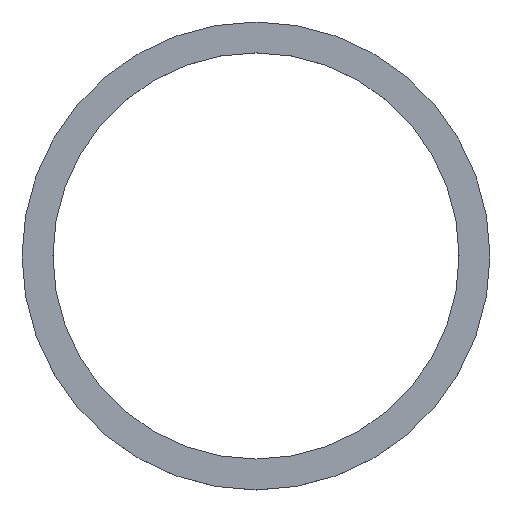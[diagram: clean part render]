
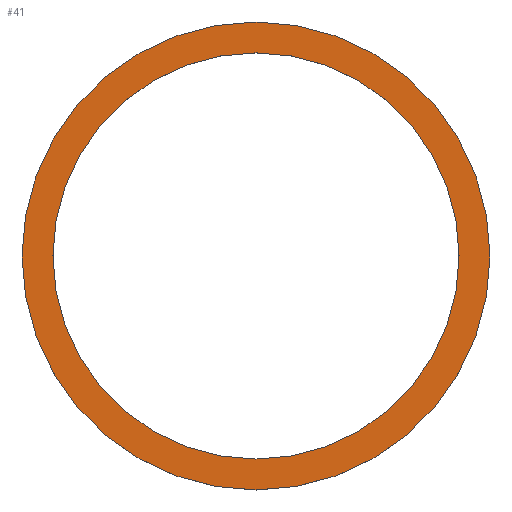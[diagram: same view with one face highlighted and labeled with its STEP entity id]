
A CAD part, top view. The second image highlights one B-rep face of the part: STEP entity #41.
In plain terms, the highlighted planar face has unit normal (0, 0, 1).
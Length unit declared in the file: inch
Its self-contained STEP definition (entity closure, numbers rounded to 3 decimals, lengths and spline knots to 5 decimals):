
#41=ADVANCED_FACE('',(#77,#78),#79,.F.);
#77=FACE_OUTER_BOUND('',#105,.T.);
#78=FACE_BOUND('',#106,.T.);
#79=PLANE('',#107);
#105=EDGE_LOOP('',(#151,#152));
#106=EDGE_LOOP('',(#153,#154));
#107=AXIS2_PLACEMENT_3D('',#155,#156,#157);
#151=ORIENTED_EDGE('',*,*,#175,.T.);
#152=ORIENTED_EDGE('',*,*,#163,.T.);
#153=ORIENTED_EDGE('',*,*,#166,.T.);
#154=ORIENTED_EDGE('',*,*,#173,.T.);
#155=CARTESIAN_POINT('',(0.,0.,0.05929));
#156=DIRECTION('',(0.,0.,-1.0));
#157=DIRECTION('',(-1.0,0.,0.));
#163=EDGE_CURVE('',#180,#184,#186,.T.);
#166=EDGE_CURVE('',#191,#188,#192,.T.);
#173=EDGE_CURVE('',#188,#191,#200,.T.);
#175=EDGE_CURVE('',#184,#180,#202,.T.);
#180=VERTEX_POINT('',#207);
#184=VERTEX_POINT('',#212);
#186=CIRCLE('',#215,0.65354);
#188=VERTEX_POINT('',#217);
#191=VERTEX_POINT('',#221);
#192=CIRCLE('',#222,0.56724);
#200=CIRCLE('',#231,0.56724);
#202=CIRCLE('',#233,0.65354);
#207=CARTESIAN_POINT('',(0.,0.65354,0.05929));
#212=CARTESIAN_POINT('',(0.,-0.65354,0.05929));
#215=AXIS2_PLACEMENT_3D('',#241,#242,#243);
#217=CARTESIAN_POINT('',(0.,0.56724,0.05929));
#221=CARTESIAN_POINT('',(0.,-0.56724,0.05929));
#222=AXIS2_PLACEMENT_3D('',#245,#246,#247);
#231=AXIS2_PLACEMENT_3D('',#258,#259,#260);
#233=AXIS2_PLACEMENT_3D('',#261,#262,#263);
#241=CARTESIAN_POINT('',(0.,0.,0.05929));
#242=DIRECTION('',(0.,0.,1.0));
#243=DIRECTION('',(0.,1.0,0.));
#245=CARTESIAN_POINT('',(0.,0.,0.05929));
#246=DIRECTION('',(0.,0.,-1.0));
#247=DIRECTION('',(0.,1.0,0.0));
#258=CARTESIAN_POINT('',(0.,0.,0.05929));
#259=DIRECTION('',(0.,0.,-1.0));
#260=DIRECTION('',(0.,1.0,0.0));
#261=CARTESIAN_POINT('',(0.,0.,0.05929));
#262=DIRECTION('',(0.,0.,1.0));
#263=DIRECTION('',(0.,1.0,0.));
